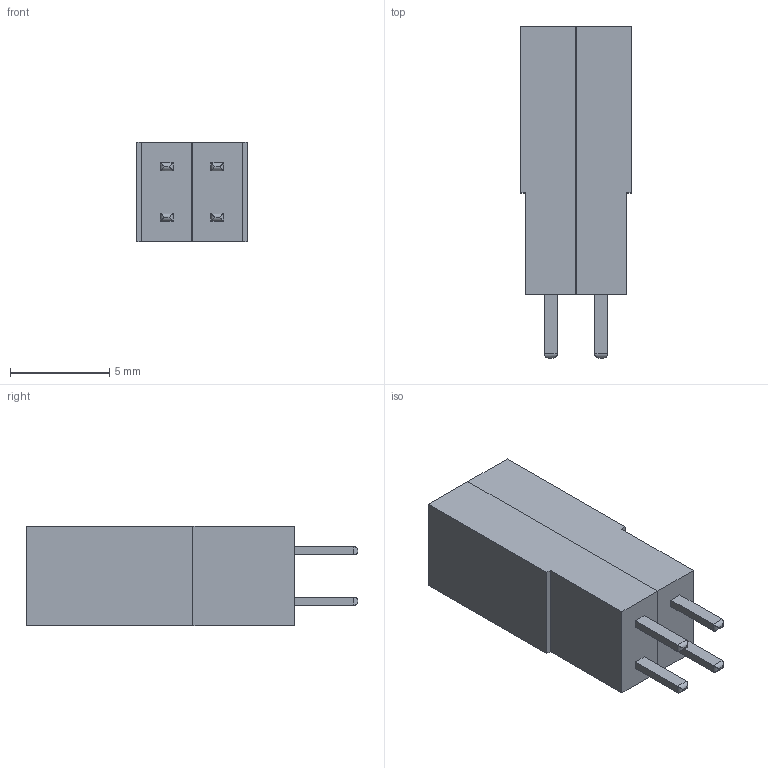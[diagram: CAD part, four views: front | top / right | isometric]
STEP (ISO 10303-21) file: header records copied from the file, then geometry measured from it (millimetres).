
FILE_DESCRIPTION (( 'STEP AP214' ), '1' );
FILE_NAME ('Assem1.STEP', '2020-01-23T11:14:52', ( '' ), ( '' ), 'SwSTEP 2.0', 'SolidWorks 2018', '' );
FILE_SCHEMA (( 'AUTOMOTIVE_DESIGN' ));
Length unit declared in the file: millimetre
Products named in the file (2): pin header1_Varsay考an; Assem1
Assembly tree (2 placements, depth 2):
  Assem1
    pin header1_Varsay考an  x2
Bounding box: 5.58 x 16.7 x 5 mm (x, y, z)
Volume: 363.8 mm3; surface area: 523.8 mm2
Topology: 2 solids, 2 shells, 68 faces, 152 edges, 96 vertices
Faces by surface type: plane 52, cylinder 16
Entity records: 1034 total; most frequent: CARTESIAN_POINT 187, ORIENTED_EDGE 152, DIRECTION 146, EDGE_CURVE 76, VECTOR 68, LINE 68, VERTEX_POINT 48, AXIS2_PLACEMENT_3D 39
